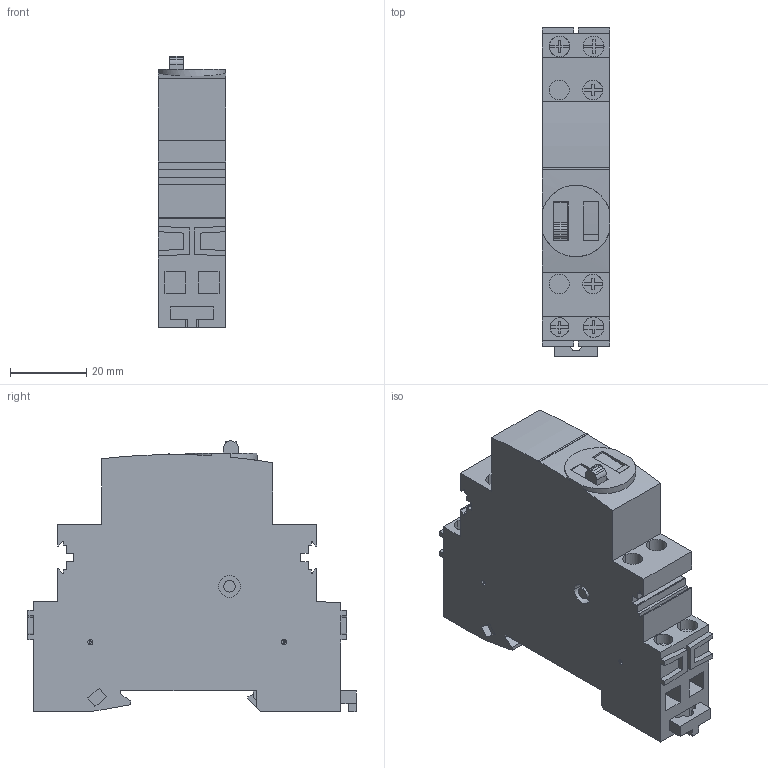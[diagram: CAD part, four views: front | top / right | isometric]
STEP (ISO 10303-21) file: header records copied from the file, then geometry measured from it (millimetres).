
FILE_DESCRIPTION((''),'2;1');
FILE_NAME('B103943','2013-06-19T',('SESA217760'),('Schneider-Electric'),'PRO/ENGINEER BY PARAMETRIC TECHNOLOGY CORPORATION, 2011410','PRO/ENGINEER BY PARAMETRIC TECHNOLOGY CORPORATION, 2011410','');
FILE_SCHEMA(('CONFIG_CONTROL_DESIGN'));
Length unit declared in the file: millimetre
Products named in the file (1): B103943
Bounding box: 17.8 x 86.3 x 71.43 mm (x, y, z)
Surface area: 17178.5 mm2 (no closed solid volume)
Topology: 0 solids, 1 shells, 393 faces, 1045 edges, 691 vertices
Faces by surface type: plane 311, cylinder 81, extrusion 1
Entity records: 12244 total; most frequent: CARTESIAN_POINT 2254, ORIENTED_EDGE 2088, DIRECTION 1994, EDGE_CURVE 1044, VECTOR 860, LINE 859, VERTEX_POINT 690, AXIS2_PLACEMENT_3D 567
